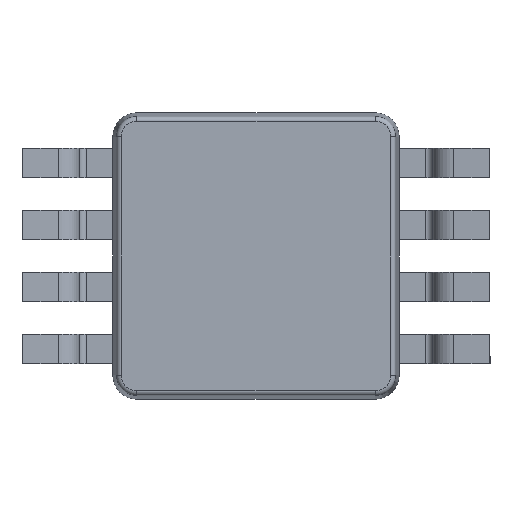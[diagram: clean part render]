
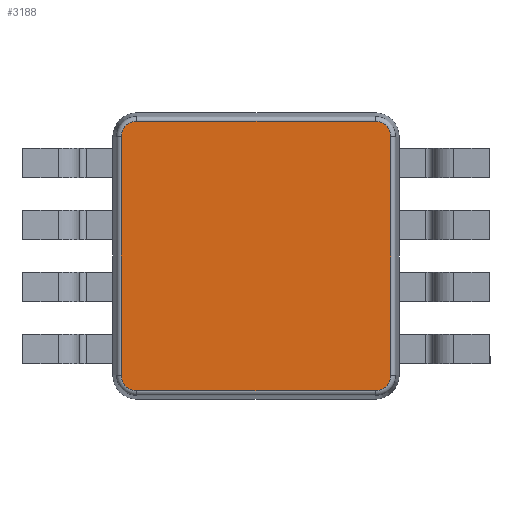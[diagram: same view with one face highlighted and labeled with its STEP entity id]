
A CAD part, front view. The second image highlights one B-rep face of the part: STEP entity #3188.
In plain terms, the highlighted planar face has unit normal (0, -1, 0).
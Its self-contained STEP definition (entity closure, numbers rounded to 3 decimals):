
#6 = ORIENTED_EDGE ( 'NONE', *, *, #2273, .T. ) ;
#13 = CIRCLE ( 'NONE', #4611, 0.163 ) ;
#81 = DIRECTION ( 'NONE',  ( 1., 0., 0. ) ) ;
#144 = CIRCLE ( 'NONE', #2465, 0.163 ) ;
#239 = ORIENTED_EDGE ( 'NONE', *, *, #1651, .T. ) ;
#368 = DIRECTION ( 'NONE',  ( 0., 0., 1. ) ) ;
#509 = VERTEX_POINT ( 'NONE', #2009 ) ;
#539 = PLANE ( 'NONE',  #2371 ) ;
#558 = DIRECTION ( 'NONE',  ( -1., 0., 0. ) ) ;
#587 = EDGE_CURVE ( 'NONE', #509, #3897, #1476, .T. ) ;
#589 = DIRECTION ( 'NONE',  ( 1., 0., 0. ) ) ;
#753 = DIRECTION ( 'NONE',  ( 1., 0., 0. ) ) ;
#785 = DIRECTION ( 'NONE',  ( 0., -1., 0. ) ) ;
#802 = DIRECTION ( 'NONE',  ( 0., -1., 0. ) ) ;
#943 = CARTESIAN_POINT ( 'NONE',  ( 1.413, 0.15, -1.25 ) ) ;
#990 = CARTESIAN_POINT ( 'NONE',  ( -1.25, 0.15, -1.413 ) ) ;
#1095 = VERTEX_POINT ( 'NONE', #3075 ) ;
#1097 = CARTESIAN_POINT ( 'NONE',  ( 1.413, 0.15, 1.25 ) ) ;
#1263 = ORIENTED_EDGE ( 'NONE', *, *, #3057, .T. ) ;
#1273 = ORIENTED_EDGE ( 'NONE', *, *, #1537, .T. ) ;
#1355 = LINE ( 'NONE', #3123, #4663 ) ;
#1372 = ORIENTED_EDGE ( 'NONE', *, *, #3161, .T. ) ;
#1476 = CIRCLE ( 'NONE', #2838, 0.163 ) ;
#1537 = EDGE_CURVE ( 'NONE', #4598, #2196, #13, .T. ) ;
#1538 = DIRECTION ( 'NONE',  ( 1., 0., 0. ) ) ;
#1579 = DIRECTION ( 'NONE',  ( 0., -1., 0. ) ) ;
#1594 = DIRECTION ( 'NONE',  ( 1., 0., 0. ) ) ;
#1651 = EDGE_CURVE ( 'NONE', #3897, #3965, #1355, .T. ) ;
#1652 = DIRECTION ( 'NONE',  ( 1., 0., 0. ) ) ;
#1695 = DIRECTION ( 'NONE',  ( 0., -1., 0. ) ) ;
#1783 = EDGE_CURVE ( 'NONE', #3965, #3788, #1999, .T. ) ;
#1794 = CARTESIAN_POINT ( 'NONE',  ( -1.413, 0.15, -1.25 ) ) ;
#1846 = EDGE_LOOP ( 'NONE', ( #6, #1273, #1372, #1263, #4127, #3946, #239, #4132 ) ) ;
#1933 = CARTESIAN_POINT ( 'NONE',  ( -1.25, 0.15, 1.413 ) ) ;
#1999 = CIRCLE ( 'NONE', #2337, 0.163 ) ;
#2009 = CARTESIAN_POINT ( 'NONE',  ( -1.413, 0.15, -1.25 ) ) ;
#2196 = VERTEX_POINT ( 'NONE', #4444 ) ;
#2240 = VERTEX_POINT ( 'NONE', #4474 ) ;
#2273 = EDGE_CURVE ( 'NONE', #3788, #4598, #3641, .T. ) ;
#2337 = AXIS2_PLACEMENT_3D ( 'NONE', #3888, #3874, #1652 ) ;
#2359 = CARTESIAN_POINT ( 'NONE',  ( 1.413, 0.15, 1.25 ) ) ;
#2371 = AXIS2_PLACEMENT_3D ( 'NONE', #3213, #1695, #589 ) ;
#2393 = LINE ( 'NONE', #1933, #3363 ) ;
#2465 = AXIS2_PLACEMENT_3D ( 'NONE', #4506, #802, #1538 ) ;
#2564 = CARTESIAN_POINT ( 'NONE',  ( 1.25, 0.15, -1.413 ) ) ;
#2838 = AXIS2_PLACEMENT_3D ( 'NONE', #3837, #1579, #1594 ) ;
#3006 = CARTESIAN_POINT ( 'NONE',  ( 1.25, 0.15, 1.25 ) ) ;
#3045 = LINE ( 'NONE', #1794, #4360 ) ;
#3057 = EDGE_CURVE ( 'NONE', #1095, #2240, #144, .T. ) ;
#3075 = CARTESIAN_POINT ( 'NONE',  ( -1.25, 0.15, 1.413 ) ) ;
#3123 = CARTESIAN_POINT ( 'NONE',  ( 1.25, 0.15, -1.413 ) ) ;
#3161 = EDGE_CURVE ( 'NONE', #2196, #1095, #2393, .T. ) ;
#3188 = ADVANCED_FACE ( 'NONE', ( #4548 ), #539, .T. ) ;
#3213 = CARTESIAN_POINT ( 'NONE',  ( -1.25, 0.15, 1.25 ) ) ;
#3317 = DIRECTION ( 'NONE',  ( 0., 0., -1. ) ) ;
#3363 = VECTOR ( 'NONE', #558, 1000. ) ;
#3577 = VECTOR ( 'NONE', #368, 1000. ) ;
#3641 = LINE ( 'NONE', #1097, #3577 ) ;
#3788 = VERTEX_POINT ( 'NONE', #943 ) ;
#3837 = CARTESIAN_POINT ( 'NONE',  ( -1.25, 0.15, -1.25 ) ) ;
#3874 = DIRECTION ( 'NONE',  ( 0., -1., 0. ) ) ;
#3888 = CARTESIAN_POINT ( 'NONE',  ( 1.25, 0.15, -1.25 ) ) ;
#3897 = VERTEX_POINT ( 'NONE', #990 ) ;
#3946 = ORIENTED_EDGE ( 'NONE', *, *, #587, .T. ) ;
#3965 = VERTEX_POINT ( 'NONE', #2564 ) ;
#4127 = ORIENTED_EDGE ( 'NONE', *, *, #4459, .T. ) ;
#4132 = ORIENTED_EDGE ( 'NONE', *, *, #1783, .T. ) ;
#4360 = VECTOR ( 'NONE', #3317, 1000. ) ;
#4444 = CARTESIAN_POINT ( 'NONE',  ( 1.25, 0.15, 1.413 ) ) ;
#4459 = EDGE_CURVE ( 'NONE', #2240, #509, #3045, .T. ) ;
#4474 = CARTESIAN_POINT ( 'NONE',  ( -1.413, 0.15, 1.25 ) ) ;
#4506 = CARTESIAN_POINT ( 'NONE',  ( -1.25, 0.15, 1.25 ) ) ;
#4548 = FACE_OUTER_BOUND ( 'NONE', #1846, .T. ) ;
#4598 = VERTEX_POINT ( 'NONE', #2359 ) ;
#4611 = AXIS2_PLACEMENT_3D ( 'NONE', #3006, #785, #753 ) ;
#4663 = VECTOR ( 'NONE', #81, 1000. ) ;
